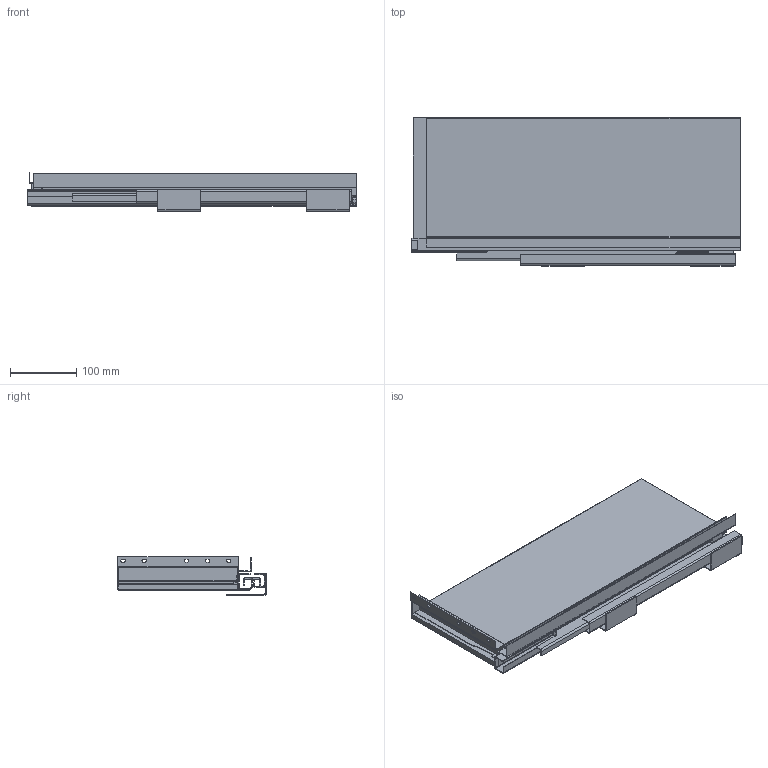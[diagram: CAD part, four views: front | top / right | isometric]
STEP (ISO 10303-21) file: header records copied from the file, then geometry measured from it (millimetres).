
FILE_DESCRIPTION (( 'STEP AP214' ), '1' );
FILE_NAME ('F008300,F008308-CLOSED-RIGHT_3D.step', '2023-08-22T11:09:35', ( '' ), ( '' ), 'SwSTEP 2.0', 'SolidWorks 2020', '' );
FILE_SCHEMA (( 'AUTOMOTIVE_DESIGN' ));
Length unit declared in the file: millimetre
Products named in the file (8): ND60-boènice sestava-18 H199-500-PRAVA; Riex ND60 Bocnice-18-500-H199-PRAVA; F008300,F008308-CLOSED-RIGHT_3D; ND30-VYSUV-500-CLOSED_RIGHT; ND60-drzak zad-H199-PRAVY; ND30-500-STREDNI PRAVY; ND30-500-VNITRNI PRAVY; ND30-500-VNEJSI PRAVY
Assembly tree (7 placements, depth 3):
  F008300,F008308-CLOSED-RIGHT_3D
    ND60-boènice sestava-18 H199-500-PRAVA
      Riex ND60 Bocnice-18-500-H199-PRAVA
      ND60-drzak zad-H199-PRAVY
    ND30-VYSUV-500-CLOSED_RIGHT
      ND30-500-VNEJSI PRAVY
      ND30-500-STREDNI PRAVY
      ND30-500-VNITRNI PRAVY
Bounding box: 497.5 x 225.2 x 58.5 mm (x, y, z)
Volume: 341760.5 mm3; surface area: 699022 mm2
Topology: 11 solids, 11 shells, 301 faces, 787 edges, 508 vertices
Faces by surface type: plane 146, cylinder 107, cone 48
Entity records: 9723 total; most frequent: DIRECTION 1675, CARTESIAN_POINT 1608, ORIENTED_EDGE 1574, EDGE_CURVE 787, AXIS2_PLACEMENT_3D 575, VECTOR 525, LINE 525, VERTEX_POINT 508
